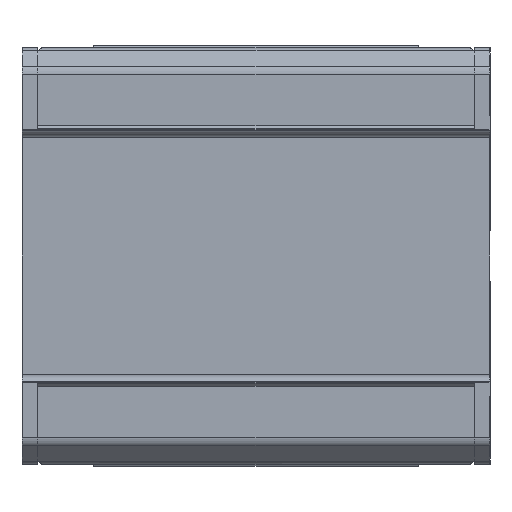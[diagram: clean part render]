
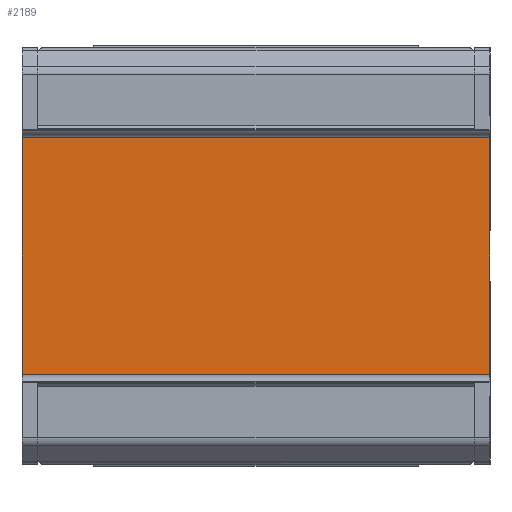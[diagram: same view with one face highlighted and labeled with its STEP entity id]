
A CAD part, front view. The second image highlights one B-rep face of the part: STEP entity #2189.
In plain terms, the highlighted planar face has unit normal (0, -1, 0).
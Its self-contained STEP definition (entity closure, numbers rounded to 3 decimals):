
#135 = EDGE_CURVE ( 'NONE', #3198, #1911, #2509, .T. ) ;
#167 = CARTESIAN_POINT ( 'NONE',  ( 22.25, 5.5, -11.7 ) ) ;
#413 = VERTEX_POINT ( 'NONE', #1827 ) ;
#497 = LINE ( 'NONE', #167, #1299 ) ;
#736 = ORIENTED_EDGE ( 'NONE', *, *, #819, .T. ) ;
#819 = EDGE_CURVE ( 'NONE', #413, #3198, #1840, .T. ) ;
#986 = CARTESIAN_POINT ( 'NONE',  ( -22.25, 5.5, -11.7 ) ) ;
#1126 = CARTESIAN_POINT ( 'NONE',  ( 22.25, 5.5, -11.7 ) ) ;
#1167 = FACE_OUTER_BOUND ( 'NONE', #3106, .T. ) ;
#1170 = VERTEX_POINT ( 'NONE', #2458 ) ;
#1299 = VECTOR ( 'NONE', #1746, 1000. ) ;
#1519 = CARTESIAN_POINT ( 'NONE',  ( 22.25, 5.5, 11.7 ) ) ;
#1652 = CARTESIAN_POINT ( 'NONE',  ( -22.25, 5.5, -11.7 ) ) ;
#1746 = DIRECTION ( 'NONE',  ( 1., 0., 0. ) ) ;
#1827 = CARTESIAN_POINT ( 'NONE',  ( 22.25, 5.5, 11.7 ) ) ;
#1840 = LINE ( 'NONE', #1519, #3570 ) ;
#1911 = VERTEX_POINT ( 'NONE', #1652 ) ;
#2189 = ADVANCED_FACE ( 'NONE', ( #1167 ), #2729, .T. ) ;
#2246 = DIRECTION ( 'NONE',  ( 0., 0., -1. ) ) ;
#2383 = DIRECTION ( 'NONE',  ( 0., 0., 1. ) ) ;
#2448 = ORIENTED_EDGE ( 'NONE', *, *, #2982, .T. ) ;
#2458 = CARTESIAN_POINT ( 'NONE',  ( 22.25, 5.5, -11.7 ) ) ;
#2460 = ORIENTED_EDGE ( 'NONE', *, *, #135, .T. ) ;
#2509 = LINE ( 'NONE', #986, #3123 ) ;
#2614 = VECTOR ( 'NONE', #2383, 1000. ) ;
#2729 = PLANE ( 'NONE',  #3266 ) ;
#2798 = CARTESIAN_POINT ( 'NONE',  ( 22.25, 5.5, -11.7 ) ) ;
#2982 = EDGE_CURVE ( 'NONE', #1911, #1170, #497, .T. ) ;
#3028 = DIRECTION ( 'NONE',  ( 0., 0., -1. ) ) ;
#3089 = DIRECTION ( 'NONE',  ( -1., 0., 0. ) ) ;
#3106 = EDGE_LOOP ( 'NONE', ( #3896, #736, #2460, #2448 ) ) ;
#3109 = LINE ( 'NONE', #1126, #2614 ) ;
#3123 = VECTOR ( 'NONE', #2246, 1000. ) ;
#3198 = VERTEX_POINT ( 'NONE', #3773 ) ;
#3266 = AXIS2_PLACEMENT_3D ( 'NONE', #2798, #3665, #3028 ) ;
#3570 = VECTOR ( 'NONE', #3089, 1000. ) ;
#3665 = DIRECTION ( 'NONE',  ( 0., -1., 0. ) ) ;
#3773 = CARTESIAN_POINT ( 'NONE',  ( -22.25, 5.5, 11.7 ) ) ;
#3786 = EDGE_CURVE ( 'NONE', #1170, #413, #3109, .T. ) ;
#3896 = ORIENTED_EDGE ( 'NONE', *, *, #3786, .T. ) ;
